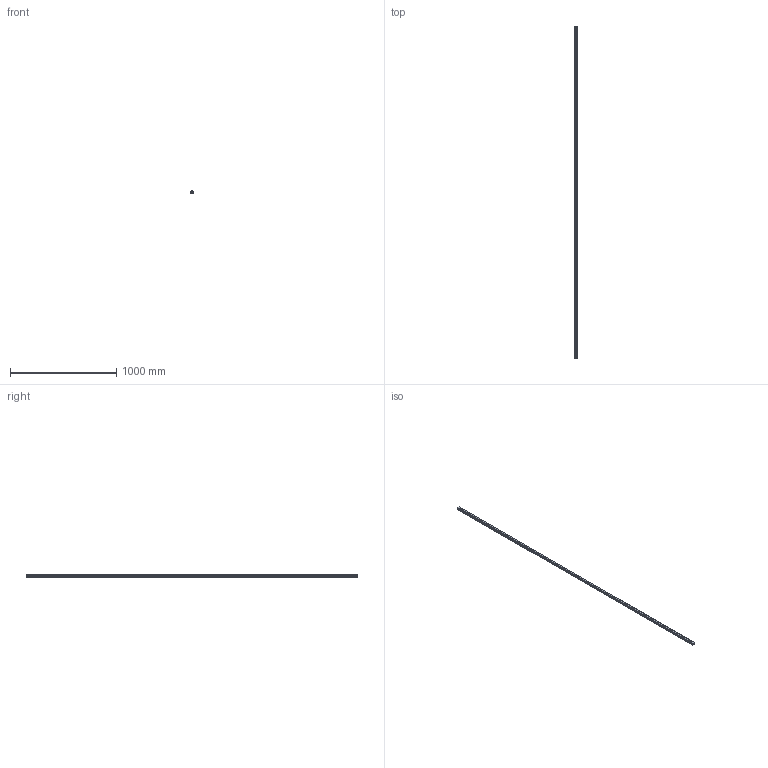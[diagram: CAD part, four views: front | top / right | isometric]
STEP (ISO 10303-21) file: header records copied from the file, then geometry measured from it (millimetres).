
FILE_DESCRIPTION(('STEP AP214'),'1');
FILE_NAME('cctmp_F6685C99-F934-433E-BAF2-C994A79C4C51_2021_01_25_14_08_02_0034..stp','2021-01-25T13:08:02',('HIWIN GmbH'),('CADClick - www.CADClick.com'),'Spatial InterOp 3D',' ','unknown authorization');
FILE_SCHEMA(('AUTOMOTIVE_DESIGN'));
Length unit declared in the file: millimetre
Products named in the file (1): HGR25T3120C_FILE
Bounding box: 23 x 3120 x 22 mm (x, y, z)
Volume: 1348952.2 mm3; surface area: 296134.1 mm2
Topology: 1 solids, 1 shells, 475 faces, 1459 edges, 886 vertices
Faces by surface type: plane 245, cylinder 126, cone 104
Entity records: 19565 total; most frequent: DIRECTION 2975, CARTESIAN_POINT 2717, ORIENTED_EDGE 2710, EDGE_CURVE 1355, AXIS2_PLACEMENT_3D 1144, VERTEX_POINT 886, LINE 687, VECTOR 687
